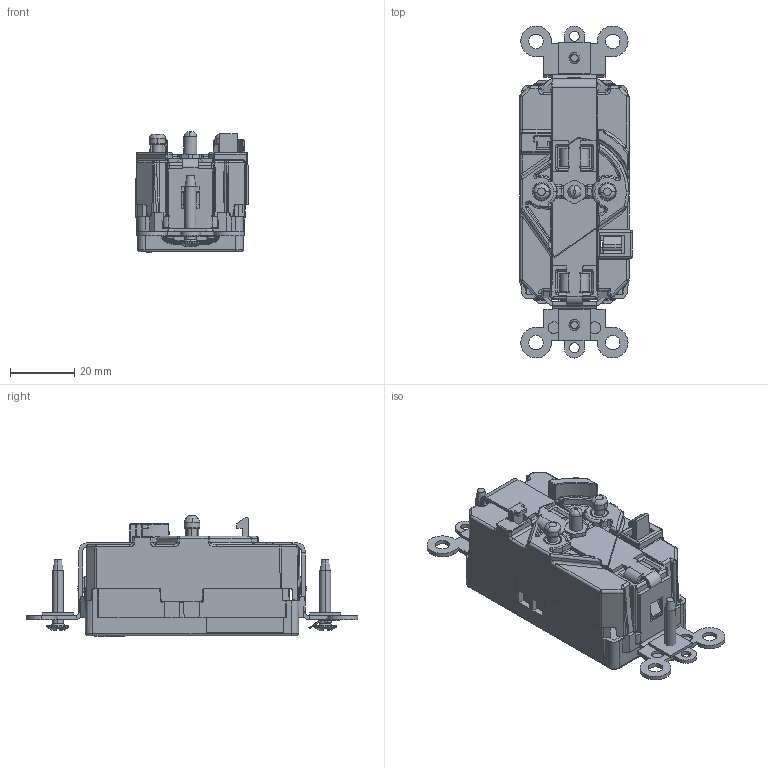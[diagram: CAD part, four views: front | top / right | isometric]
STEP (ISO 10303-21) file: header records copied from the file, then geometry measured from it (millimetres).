
FILE_DESCRIPTION (( 'STEP AP214' ), '1' );
FILE_NAME ('CATSTD-MT163-ILX-M01.STEP', '2020-10-08T15:32:48', ( '' ), ( '' ), 'SwSTEP 2.0', 'SolidWorks 2020', '' );
FILE_SCHEMA (( 'AUTOMOTIVE_DESIGN' ));
Length unit declared in the file: inch
Products named in the file (1): CATSTD-MT163-ILX-M01
Bounding box: 35.02 x 103.18 x 37.63 mm (x, y, z)
Volume: 16889.7 mm3; surface area: 27406.1 mm2
Topology: 11 solids, 11 shells, 1889 faces, 4994 edges, 3137 vertices
Faces by surface type: plane 910, cylinder 531, bspline 290, cone 76, sphere 47, torus 35
Entity records: 87014 total; most frequent: CARTESIAN_POINT 18721, ORIENTED_EDGE 9946, DIRECTION 8213, EDGE_CURVE 4973, VERTEX_POINT 3137, LINE 2857, VECTOR 2857, AXIS2_PLACEMENT_3D 2678
